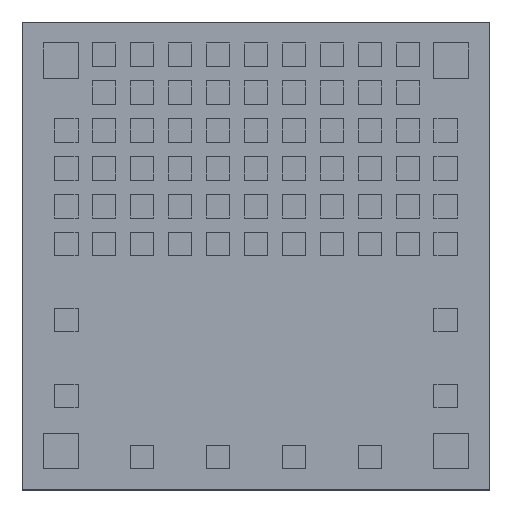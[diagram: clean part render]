
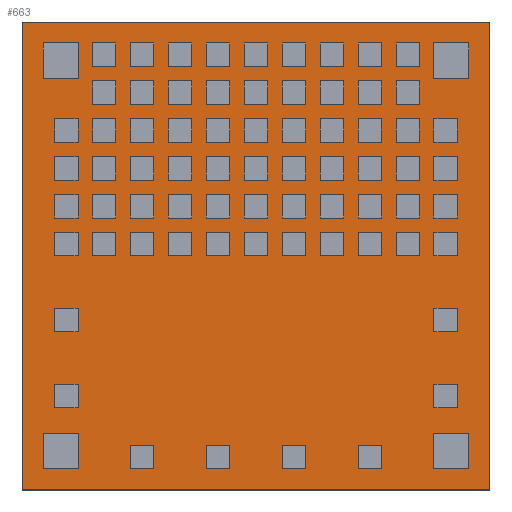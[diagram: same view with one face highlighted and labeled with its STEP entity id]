
A CAD part, top view. The second image highlights one B-rep face of the part: STEP entity #663.
In plain terms, the highlighted planar face has unit normal (0, 0, 1).
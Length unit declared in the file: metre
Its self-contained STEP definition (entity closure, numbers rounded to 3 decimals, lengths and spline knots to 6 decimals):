
#663=ADVANCED_FACE('0:53',(#1240),#1241,.T.);
#1240=FACE_OUTER_BOUND('',#2269,.T.);
#1241=PLANE('',#2270);
#2269=EDGE_LOOP('',(#3337,#3338,#3339,#3340));
#2270=AXIS2_PLACEMENT_3D('',#3341,#3342,#3343);
#3337=ORIENTED_EDGE('',*,*,#6696,.F.);
#3338=ORIENTED_EDGE('',*,*,#6703,.F.);
#3339=ORIENTED_EDGE('',*,*,#6701,.F.);
#3340=ORIENTED_EDGE('',*,*,#6699,.F.);
#3341=CARTESIAN_POINT('',(0.004,0.004,0.000411));
#3342=DIRECTION('',(0.0,0.0,1.0));
#3343=DIRECTION('',(1.0,0.0,0.0));
#6696=EDGE_CURVE('0:59',#7736,#7737,#7738,.T.);
#6699=EDGE_CURVE('0:71',#7737,#7741,#7742,.T.);
#6701=EDGE_CURVE('0:80',#7741,#7744,#7745,.T.);
#6703=EDGE_CURVE('0:89',#7744,#7736,#7747,.T.);
#7736=VERTEX_POINT('',#9332);
#7737=VERTEX_POINT('',#9333);
#7738=LINE('',#9334,#9335);
#7741=VERTEX_POINT('',#9340);
#7742=LINE('',#9341,#9342);
#7744=VERTEX_POINT('',#9345);
#7745=LINE('',#9346,#9347);
#7747=LINE('',#9350,#9351);
#9332=CARTESIAN_POINT('',(0.0,0.0,0.000411));
#9333=CARTESIAN_POINT('',(0.0,0.008,0.000411));
#9334=CARTESIAN_POINT('',(0.0,0.008,0.000411));
#9335=VECTOR('',#11866,1.0);
#9340=CARTESIAN_POINT('',(0.008,0.008,0.000411));
#9341=CARTESIAN_POINT('',(0.008,0.008,0.000411));
#9342=VECTOR('',#11869,1.0);
#9345=CARTESIAN_POINT('',(0.008,0.0,0.000411));
#9346=CARTESIAN_POINT('',(0.008,0.0,0.000411));
#9347=VECTOR('',#11871,1.0);
#9350=CARTESIAN_POINT('',(0.0,0.0,0.000411));
#9351=VECTOR('',#11873,1.0);
#11866=DIRECTION('',(0.0,1.0,0.0));
#11869=DIRECTION('',(1.0,0.0,0.0));
#11871=DIRECTION('',(-0.0,-1.0,-0.0));
#11873=DIRECTION('',(-1.0,-0.0,-0.0));
